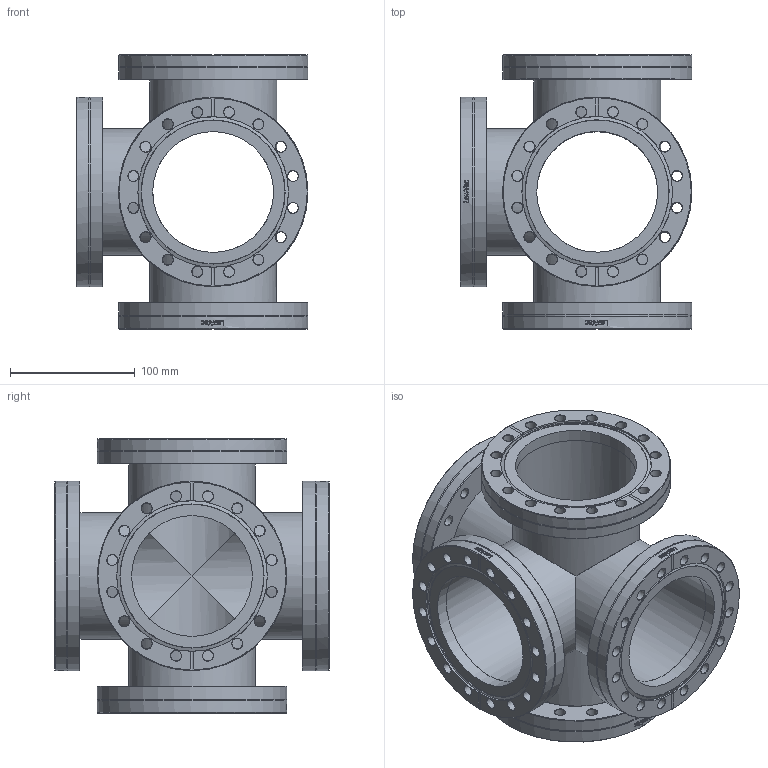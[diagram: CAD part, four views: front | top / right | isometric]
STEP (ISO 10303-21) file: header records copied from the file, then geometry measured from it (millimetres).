
FILE_DESCRIPTION(/* description */ (''),/* implementation_level */ '2;1');
FILE_NAME(/* name */ 'FL-5X100CF.stp',/* time_stamp */ '2018-03-01T15:38:50+00:00',/* author */ ('paul'),/* organization */ (''),/* preprocessor_version */ 'ST-DEVELOPER v17',/* originating_system */ 'Autodesk Inventor 2018',/* authorisation */ '');
FILE_SCHEMA (('AUTOMOTIVE_DESIGN { 1 0 10303 214 3 1 1 }'));
Products named in the file (7): FL-5X100CF; TUBE; TUBE2; FL-100CFR-102; FL-100CF rotatable outer; FL-100CF rotatable inner bored for 101.6 OD tube; FL-100CF-102
Assembly tree (12 placements, depth 3):
  FL-5X100CF
    TUBE  x4
    TUBE2
    FL-100CFR-102  x3
      FL-100CF rotatable outer
      FL-100CF rotatable inner bored for 101.6 OD tube
    FL-100CF-102  x2
Bounding box: 185.5 x 219.4 x 219.4 mm (x, y, z)
Volume: 1131887.4 mm3; surface area: 456677.2 mm2
Topology: 13 solids, 13 shells, 837 faces, 2268 edges, 1497 vertices
Faces by surface type: bspline 265, plane 202, cone 194, cylinder 171, torus 5
Full cylindrical faces by diameter (mm): 8.4 x80, 96.8 x5, 97 x5, 101.6 x5, 101.9 x5, 110.8 x3, 120.4 x3, 120.6 x5, 151.6 x10
Entity records: 35980 total; most frequent: CARTESIAN_POINT 27708, ORIENTED_EDGE 1814, DIRECTION 1408, EDGE_CURVE 907, VERTEX_POINT 599, AXIS2_PLACEMENT_3D 540, EDGE_LOOP 424, FACE_OUTER_BOUND 334
